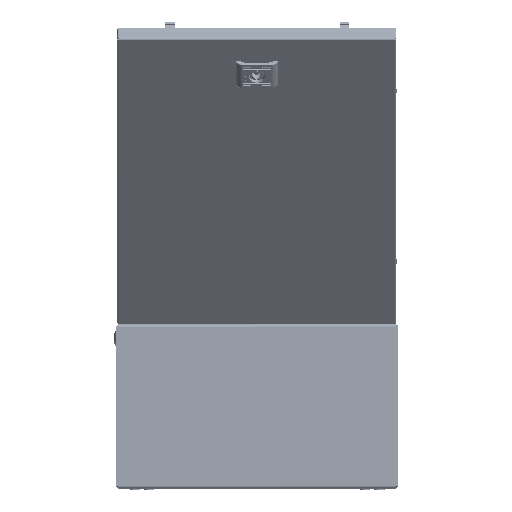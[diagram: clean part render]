
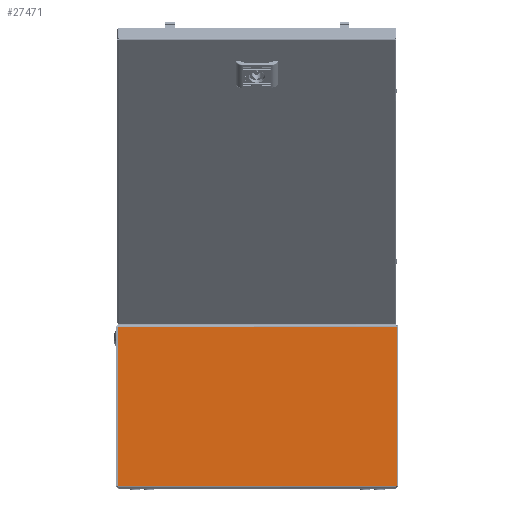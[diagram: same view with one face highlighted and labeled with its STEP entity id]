
A CAD part, front view. The second image highlights one B-rep face of the part: STEP entity #27471.
In plain terms, the highlighted planar face has unit normal (0, -1, 0).
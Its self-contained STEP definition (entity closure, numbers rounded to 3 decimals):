
#27471 = ADVANCED_FACE ( 'NONE', ( #34717 ), #34720, .F. ) ;
#34706 = CARTESIAN_POINT ( 'NONE',  ( -148.5, -200., 172. ) ) ;
#34717 = FACE_OUTER_BOUND ( 'NONE', #67370, .T. ) ;
#34720 = PLANE ( 'NONE',  #96105 ) ;
#39289 = ORIENTED_EDGE ( 'NONE', *, *, #44642, .T. ) ;
#39294 = ORIENTED_EDGE ( 'NONE', *, *, #44639, .F. ) ;
#39300 = ORIENTED_EDGE ( 'NONE', *, *, #44650, .F. ) ;
#39305 = ORIENTED_EDGE ( 'NONE', *, *, #44635, .T. ) ;
#43635 = DIRECTION ( 'NONE',  ( 0., 0., 1. ) ) ;
#44635 = EDGE_CURVE ( 'NONE', #45483, #45479, #75706, .T. ) ;
#44639 = EDGE_CURVE ( 'NONE', #45471, #45469, #75713, .T. ) ;
#44642 = EDGE_CURVE ( 'NONE', #45479, #45469, #75715, .T. ) ;
#44650 = EDGE_CURVE ( 'NONE', #45483, #45471, #75727, .T. ) ;
#45469 = VERTEX_POINT ( 'NONE', #125059 ) ;
#45471 = VERTEX_POINT ( 'NONE', #125062 ) ;
#45479 = VERTEX_POINT ( 'NONE', #125074 ) ;
#45483 = VERTEX_POINT ( 'NONE', #125080 ) ;
#67046 = DIRECTION ( 'NONE',  ( 0., 1., 0. ) ) ;
#67370 = EDGE_LOOP ( 'NONE', ( #39289, #39294, #39300, #39305 ) ) ;
#75700 = CARTESIAN_POINT ( 'NONE',  ( 148.4, -200., 1.5 ) ) ;
#75704 = CARTESIAN_POINT ( 'NONE',  ( 147.793, -200., 170.5 ) ) ;
#75706 = LINE ( 'NONE', #75700, #82508 ) ;
#75708 = CARTESIAN_POINT ( 'NONE',  ( -148.4, -200., 1.5 ) ) ;
#75710 = DIRECTION ( 'NONE',  ( 0., 0., 1. ) ) ;
#75713 = LINE ( 'NONE', #75708, #82517 ) ;
#75715 = LINE ( 'NONE', #75704, #82519 ) ;
#75717 = DIRECTION ( 'NONE',  ( 0., 0., 1. ) ) ;
#75724 = DIRECTION ( 'NONE',  ( -1., 0., 0. ) ) ;
#75726 = CARTESIAN_POINT ( 'NONE',  ( -148.5, -200., 1.5 ) ) ;
#75727 = LINE ( 'NONE', #75726, #82523 ) ;
#75735 = DIRECTION ( 'NONE',  ( -1., 0., 0. ) ) ;
#82508 = VECTOR ( 'NONE', #75710, 1000. ) ;
#82517 = VECTOR ( 'NONE', #75717, 1000. ) ;
#82519 = VECTOR ( 'NONE', #75724, 1000. ) ;
#82523 = VECTOR ( 'NONE', #75735, 1000. ) ;
#96105 = AXIS2_PLACEMENT_3D ( 'NONE', #34706, #67046, #43635 ) ;
#125059 = CARTESIAN_POINT ( 'NONE',  ( -148.4, -200., 170.5 ) ) ;
#125062 = CARTESIAN_POINT ( 'NONE',  ( -148.4, -200., 1.5 ) ) ;
#125074 = CARTESIAN_POINT ( 'NONE',  ( 148.4, -200., 170.5 ) ) ;
#125080 = CARTESIAN_POINT ( 'NONE',  ( 148.4, -200., 1.5 ) ) ;
